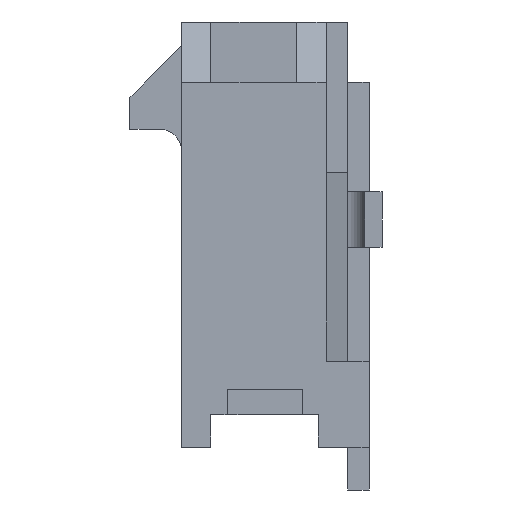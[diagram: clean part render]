
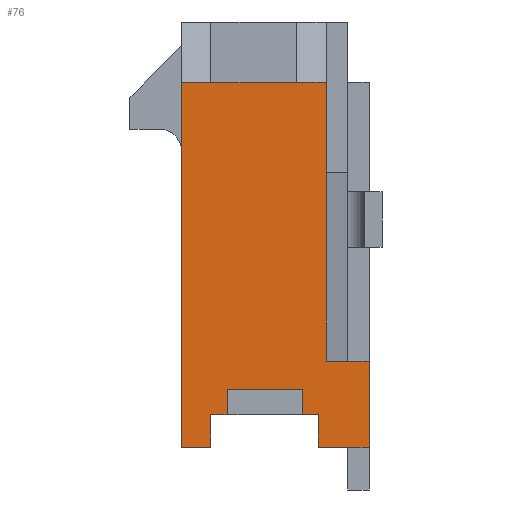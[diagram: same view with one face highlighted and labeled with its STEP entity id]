
A CAD part, left-side view. The second image highlights one B-rep face of the part: STEP entity #76.
In plain terms, the highlighted planar face has unit normal (-1, 0, 0).
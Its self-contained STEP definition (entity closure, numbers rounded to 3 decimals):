
#76=ADVANCED_FACE('',(#225),#226,.F.);
#225=FACE_OUTER_BOUND('',#501,.T.);
#226=PLANE('',#502);
#501=EDGE_LOOP('',(#777,#778,#779,#780,#781,#782,#783,#784,#785,#786,#787,#788,#789,#790,#791,#792,#793));
#502=AXIS2_PLACEMENT_3D('',#794,#795,#796);
#777=ORIENTED_EDGE('',*,*,#1886,.F.);
#778=ORIENTED_EDGE('',*,*,#1887,.T.);
#779=ORIENTED_EDGE('',*,*,#1888,.F.);
#780=ORIENTED_EDGE('',*,*,#1889,.F.);
#781=ORIENTED_EDGE('',*,*,#1890,.F.);
#782=ORIENTED_EDGE('',*,*,#1891,.F.);
#783=ORIENTED_EDGE('',*,*,#1892,.F.);
#784=ORIENTED_EDGE('',*,*,#1893,.T.);
#785=ORIENTED_EDGE('',*,*,#1894,.T.);
#786=ORIENTED_EDGE('',*,*,#1895,.T.);
#787=ORIENTED_EDGE('',*,*,#1896,.F.);
#788=ORIENTED_EDGE('',*,*,#1897,.F.);
#789=ORIENTED_EDGE('',*,*,#1898,.F.);
#790=ORIENTED_EDGE('',*,*,#1899,.F.);
#791=ORIENTED_EDGE('',*,*,#1900,.T.);
#792=ORIENTED_EDGE('',*,*,#1901,.F.);
#793=ORIENTED_EDGE('',*,*,#1902,.F.);
#794=CARTESIAN_POINT('',(-4.825,0.0,0.0));
#795=DIRECTION('',(1.0,0.0,0.0));
#796=DIRECTION('',(0.0,1.0,0.0));
#1886=EDGE_CURVE('',#2253,#2254,#2255,.T.);
#1887=EDGE_CURVE('',#2253,#2256,#2257,.T.);
#1888=EDGE_CURVE('',#2258,#2256,#2259,.T.);
#1889=EDGE_CURVE('',#2260,#2258,#2261,.T.);
#1890=EDGE_CURVE('',#2262,#2260,#2263,.T.);
#1891=EDGE_CURVE('',#2264,#2262,#2265,.T.);
#1892=EDGE_CURVE('',#2266,#2264,#2267,.T.);
#1893=EDGE_CURVE('',#2266,#2268,#2269,.T.);
#1894=EDGE_CURVE('',#2268,#2270,#2271,.T.);
#1895=EDGE_CURVE('',#2270,#2272,#2273,.T.);
#1896=EDGE_CURVE('',#2274,#2272,#2275,.T.);
#1897=EDGE_CURVE('',#2276,#2274,#2277,.T.);
#1898=EDGE_CURVE('',#2278,#2276,#2279,.T.);
#1899=EDGE_CURVE('',#2280,#2278,#2281,.T.);
#1900=EDGE_CURVE('',#2280,#2282,#2283,.T.);
#1901=EDGE_CURVE('',#2284,#2282,#2285,.T.);
#1902=EDGE_CURVE('',#2254,#2284,#2286,.T.);
#2253=VERTEX_POINT('',#2821);
#2254=VERTEX_POINT('',#2822);
#2255=LINE('',#2823,#2824);
#2256=VERTEX_POINT('',#2825);
#2257=LINE('',#2826,#2827);
#2258=VERTEX_POINT('',#2828);
#2259=LINE('',#2829,#2830);
#2260=VERTEX_POINT('',#2831);
#2261=LINE('',#2832,#2833);
#2262=VERTEX_POINT('',#2834);
#2263=LINE('',#2835,#2836);
#2264=VERTEX_POINT('',#2837);
#2265=LINE('',#2838,#2839);
#2266=VERTEX_POINT('',#2840);
#2267=LINE('',#2841,#2842);
#2268=VERTEX_POINT('',#2843);
#2269=LINE('',#2844,#2845);
#2270=VERTEX_POINT('',#2846);
#2271=LINE('',#2847,#2848);
#2272=VERTEX_POINT('',#2849);
#2273=LINE('',#2850,#2851);
#2274=VERTEX_POINT('',#2852);
#2275=LINE('',#2853,#2854);
#2276=VERTEX_POINT('',#2855);
#2277=LINE('',#2856,#2857);
#2278=VERTEX_POINT('',#2858);
#2279=LINE('',#2859,#2860);
#2280=VERTEX_POINT('',#2861);
#2281=LINE('',#2862,#2863);
#2282=VERTEX_POINT('',#2864);
#2283=LINE('',#2865,#2866);
#2284=VERTEX_POINT('',#2867);
#2285=LINE('',#2868,#2869);
#2286=LINE('',#2870,#2871);
#2821=CARTESIAN_POINT('',(-4.825,-0.745,3.55));
#2822=CARTESIAN_POINT('',(-4.825,-1.435,3.55));
#2823=CARTESIAN_POINT('',(-4.825,-0.745,3.55));
#2824=VECTOR('',#3723,0.69);
#2825=CARTESIAN_POINT('',(-4.825,1.255,3.55));
#2826=CARTESIAN_POINT('',(-4.825,-0.745,3.55));
#2827=VECTOR('',#3724,2.0);
#2828=CARTESIAN_POINT('',(-4.825,1.935,3.55));
#2829=CARTESIAN_POINT('',(-4.825,1.935,3.55));
#2830=VECTOR('',#3725,0.68);
#2831=CARTESIAN_POINT('',(-4.825,1.935,-4.95));
#2832=CARTESIAN_POINT('',(-4.825,1.935,-4.95));
#2833=VECTOR('',#3726,8.5);
#2834=CARTESIAN_POINT('',(-4.825,1.25,-4.95));
#2835=CARTESIAN_POINT('',(-4.825,1.25,-4.95));
#2836=VECTOR('',#3727,0.685);
#2837=CARTESIAN_POINT('',(-4.825,1.25,-4.2));
#2838=CARTESIAN_POINT('',(-4.825,1.25,-4.2));
#2839=VECTOR('',#3728,0.75);
#2840=CARTESIAN_POINT('',(-4.825,0.875,-4.2));
#2841=CARTESIAN_POINT('',(-4.825,0.875,-4.2));
#2842=VECTOR('',#3729,0.375);
#2843=CARTESIAN_POINT('',(-4.825,0.875,-3.6));
#2844=CARTESIAN_POINT('',(-4.825,0.875,-4.2));
#2845=VECTOR('',#3730,0.6);
#2846=CARTESIAN_POINT('',(-4.825,-0.875,-3.6));
#2847=CARTESIAN_POINT('',(-4.825,0.875,-3.6));
#2848=VECTOR('',#3731,1.75);
#2849=CARTESIAN_POINT('',(-4.825,-0.875,-4.2));
#2850=CARTESIAN_POINT('',(-4.825,-0.875,-3.6));
#2851=VECTOR('',#3732,0.6);
#2852=CARTESIAN_POINT('',(-4.825,-1.25,-4.2));
#2853=CARTESIAN_POINT('',(-4.825,-1.25,-4.2));
#2854=VECTOR('',#3733,0.375);
#2855=CARTESIAN_POINT('',(-4.825,-1.25,-4.95));
#2856=CARTESIAN_POINT('',(-4.825,-1.25,-4.95));
#2857=VECTOR('',#3734,0.75);
#2858=CARTESIAN_POINT('',(-4.825,-2.435,-4.95));
#2859=CARTESIAN_POINT('',(-4.825,-2.435,-4.95));
#2860=VECTOR('',#3735,1.185);
#2861=CARTESIAN_POINT('',(-4.825,-2.435,-2.95));
#2862=CARTESIAN_POINT('',(-4.825,-2.435,-2.95));
#2863=VECTOR('',#3736,2.0);
#2864=CARTESIAN_POINT('',(-4.825,-1.435,-2.95));
#2865=CARTESIAN_POINT('',(-4.825,-2.435,-2.95));
#2866=VECTOR('',#3737,1.0);
#2867=CARTESIAN_POINT('',(-4.825,-1.435,1.45));
#2868=CARTESIAN_POINT('',(-4.825,-1.435,1.45));
#2869=VECTOR('',#3738,4.4);
#2870=CARTESIAN_POINT('',(-4.825,-1.435,3.55));
#2871=VECTOR('',#3739,2.1);
#3723=DIRECTION('',(0.0,-1.0,0.0));
#3724=DIRECTION('',(0.0,1.0,0.0));
#3725=DIRECTION('',(0.0,-1.0,0.0));
#3726=DIRECTION('',(0.0,0.0,1.0));
#3727=DIRECTION('',(0.0,1.0,0.0));
#3728=DIRECTION('',(0.0,0.0,-1.0));
#3729=DIRECTION('',(0.0,1.0,0.0));
#3730=DIRECTION('',(0.0,0.0,1.0));
#3731=DIRECTION('',(0.0,-1.0,0.0));
#3732=DIRECTION('',(0.0,0.0,-1.0));
#3733=DIRECTION('',(0.0,1.0,0.0));
#3734=DIRECTION('',(0.0,0.0,1.0));
#3735=DIRECTION('',(0.0,1.0,0.0));
#3736=DIRECTION('',(0.0,0.0,-1.0));
#3737=DIRECTION('',(0.0,1.0,0.0));
#3738=DIRECTION('',(0.0,0.0,-1.0));
#3739=DIRECTION('',(0.0,0.0,-1.0));
